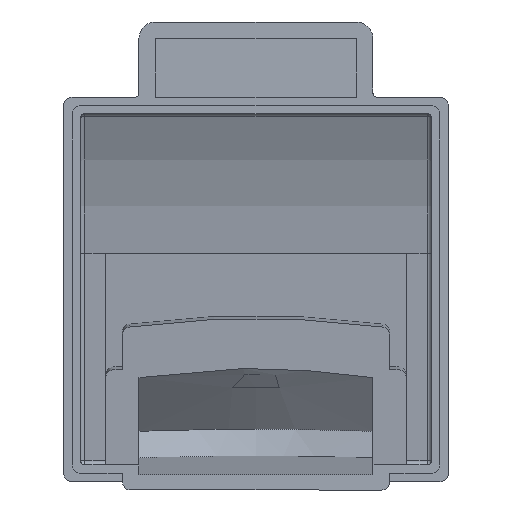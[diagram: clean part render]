
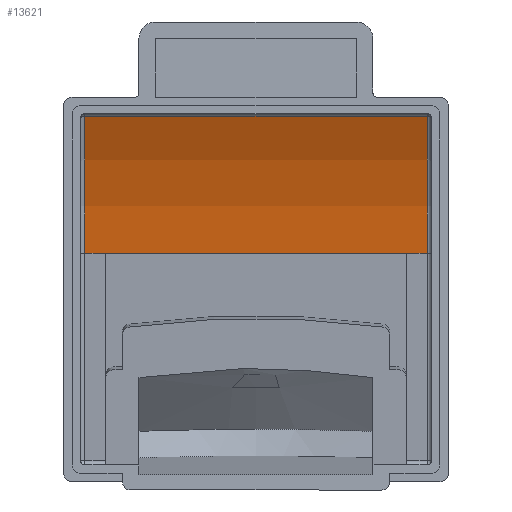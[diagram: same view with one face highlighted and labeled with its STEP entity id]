
A CAD part, front view. The second image highlights one B-rep face of the part: STEP entity #13621.
In plain terms, the highlighted cylindrical face has radius 22 mm (diameter 44 mm), a partial arc.
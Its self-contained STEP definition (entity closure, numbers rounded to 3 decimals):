
#199 = LINE ( 'NONE', #12472, #206 ) ;
#206 = VECTOR ( 'NONE', #12463, 1000. ) ;
#800 = CIRCLE ( 'NONE', #3556, 22. ) ;
#805 = LINE ( 'NONE', #5969, #808 ) ;
#807 = LINE ( 'NONE', #5974, #811 ) ;
#808 = VECTOR ( 'NONE', #5971, 1000. ) ;
#810 = CIRCLE ( 'NONE', #3557, 22. ) ;
#811 = VECTOR ( 'NONE', #5970, 1000. ) ;
#812 = LINE ( 'NONE', #5972, #814 ) ;
#814 = VECTOR ( 'NONE', #5973, 1000. ) ;
#3556 = AXIS2_PLACEMENT_3D ( 'NONE', #5975, #5976, #5977 ) ;
#3557 = AXIS2_PLACEMENT_3D ( 'NONE', #5979, #5980, #5981 ) ;
#4626 = ORIENTED_EDGE ( 'NONE', *, *, #13155, .F. ) ;
#4627 = ORIENTED_EDGE ( 'NONE', *, *, #13156, .T. ) ;
#4628 = ORIENTED_EDGE ( 'NONE', *, *, #13157, .T. ) ;
#4629 = ORIENTED_EDGE ( 'NONE', *, *, #13158, .T. ) ;
#4630 = ORIENTED_EDGE ( 'NONE', *, *, #13159, .F. ) ;
#4631 = ORIENTED_EDGE ( 'NONE', *, *, #8870, .F. ) ;
#4859 = VERTEX_POINT ( 'NONE', #12401 ) ;
#5969 = CARTESIAN_POINT ( 'NONE',  ( 11.5, 6.358, 2.165 ) ) ;
#5970 = DIRECTION ( 'NONE',  ( -1., 0., 0. ) ) ;
#5971 = DIRECTION ( 'NONE',  ( -1., 0., 0. ) ) ;
#5972 = CARTESIAN_POINT ( 'NONE',  ( -9., 6.358, 2.165 ) ) ;
#5973 = DIRECTION ( 'NONE',  ( -1., 0., 0. ) ) ;
#5974 = CARTESIAN_POINT ( 'NONE',  ( 11.5, 3.977, 10.365 ) ) ;
#5975 = CARTESIAN_POINT ( 'NONE',  ( 10.25, -15.558, 0.247 ) ) ;
#5976 = DIRECTION ( 'NONE',  ( 1., 0., 0. ) ) ;
#5977 = DIRECTION ( 'NONE',  ( 0., 0., -1. ) ) ;
#5979 = CARTESIAN_POINT ( 'NONE',  ( -10.25, -15.558, 0.247 ) ) ;
#5980 = DIRECTION ( 'NONE',  ( -1., 0., 0. ) ) ;
#5981 = DIRECTION ( 'NONE',  ( 0., 0., -1. ) ) ;
#8870 = EDGE_CURVE ( 'NONE', #4859, #13987, #199, .T. ) ;
#9423 = AXIS2_PLACEMENT_3D ( 'NONE', #11552, #11551, #11544 ) ;
#11544 = DIRECTION ( 'NONE',  ( 0., 0., 1. ) ) ;
#11551 = DIRECTION ( 'NONE',  ( -1., 0., 0. ) ) ;
#11552 = CARTESIAN_POINT ( 'NONE',  ( 11.5, -15.558, 0.247 ) ) ;
#11924 = CARTESIAN_POINT ( 'NONE',  ( 10.25, 6.358, 2.165 ) ) ;
#11983 = CARTESIAN_POINT ( 'NONE',  ( 10.25, 3.977, 10.365 ) ) ;
#12052 = CARTESIAN_POINT ( 'NONE',  ( -9., 6.358, 2.165 ) ) ;
#12098 = CARTESIAN_POINT ( 'NONE',  ( -10.25, 3.977, 10.365 ) ) ;
#12099 = CARTESIAN_POINT ( 'NONE',  ( -10.25, 6.358, 2.165 ) ) ;
#12175 = FACE_OUTER_BOUND ( 'NONE', #14284, .T. ) ;
#12179 = CYLINDRICAL_SURFACE ( 'NONE', #9423, 22. ) ;
#12401 = CARTESIAN_POINT ( 'NONE',  ( 9., 6.358, 2.165 ) ) ;
#12463 = DIRECTION ( 'NONE',  ( -1., 0., 0. ) ) ;
#12472 = CARTESIAN_POINT ( 'NONE',  ( 11.5, 6.358, 2.165 ) ) ;
#13155 = EDGE_CURVE ( 'NONE', #13859, #4859, #805, .T. ) ;
#13156 = EDGE_CURVE ( 'NONE', #13859, #13918, #800, .T. ) ;
#13157 = EDGE_CURVE ( 'NONE', #13918, #14033, #807, .T. ) ;
#13158 = EDGE_CURVE ( 'NONE', #14033, #14034, #810, .T. ) ;
#13159 = EDGE_CURVE ( 'NONE', #13987, #14034, #812, .T. ) ;
#13621 = ADVANCED_FACE ( 'NONE', ( #12175 ), #12179, .F. ) ;
#13859 = VERTEX_POINT ( 'NONE', #11924 ) ;
#13918 = VERTEX_POINT ( 'NONE', #11983 ) ;
#13987 = VERTEX_POINT ( 'NONE', #12052 ) ;
#14033 = VERTEX_POINT ( 'NONE', #12098 ) ;
#14034 = VERTEX_POINT ( 'NONE', #12099 ) ;
#14284 = EDGE_LOOP ( 'NONE', ( #4626, #4627, #4628, #4629, #4630, #4631 ) ) ;
